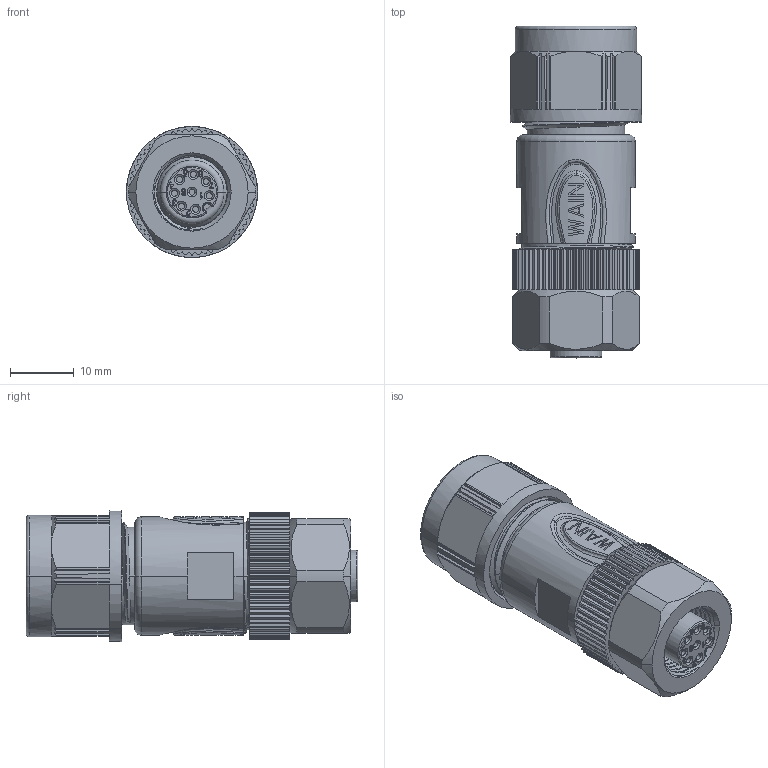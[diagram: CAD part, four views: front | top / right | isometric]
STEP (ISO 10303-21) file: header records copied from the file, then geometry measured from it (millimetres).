
FILE_DESCRIPTION((''),'2;1');
FILE_NAME('PRT0001','2024-03-18T',('12262'),(''),'PRO/ENGINEER BY PARAMETRIC TECHNOLOGY CORPORATION, 2012480','PRO/ENGINEER BY PARAMETRIC TECHNOLOGY CORPORATION, 2012480','');
FILE_SCHEMA(('CONFIG_CONTROL_DESIGN'));
Products named in the file (1): PRT0001
Bounding box: 20.5 x 51.9 x 20.49 mm (x, y, z)
Volume: 12303.1 mm3; surface area: 10161 mm2
Topology: 1 solids, 3 shells, 1317 faces, 3898 edges, 2607 vertices
Faces by surface type: plane 595, cylinder 353, cone 135, extrusion 116, bspline 63, torus 49, sphere 6
Entity records: 60267 total; most frequent: CARTESIAN_POINT 26287, ORIENTED_EDGE 7792, DIRECTION 6183, EDGE_CURVE 3896, VERTEX_POINT 2607, AXIS2_PLACEMENT_3D 2195, VECTOR 1793, LINE 1677
